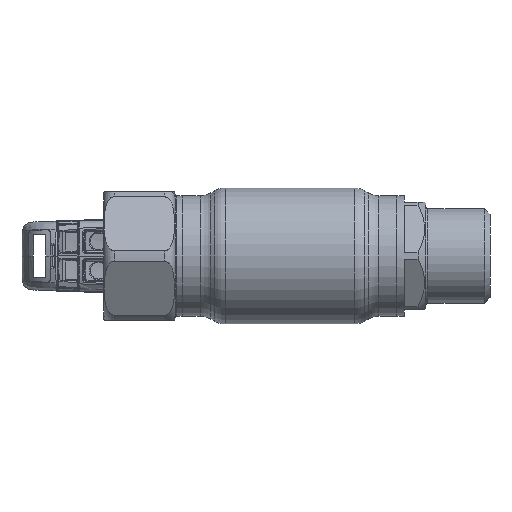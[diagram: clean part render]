
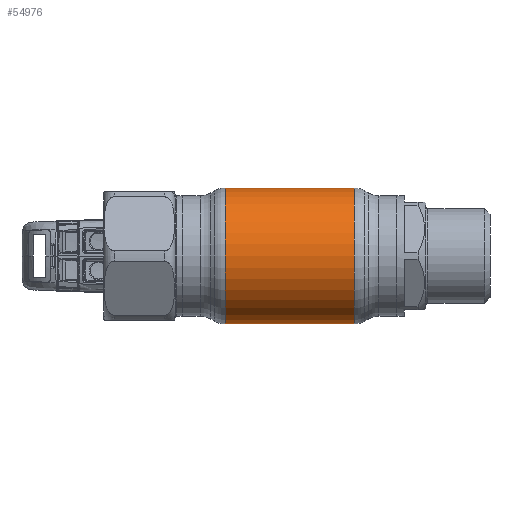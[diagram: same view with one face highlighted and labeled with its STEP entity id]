
A CAD part, front view. The second image highlights one B-rep face of the part: STEP entity #54976.
In plain terms, the highlighted cylindrical face has radius 19 mm (diameter 38 mm), a partial arc.
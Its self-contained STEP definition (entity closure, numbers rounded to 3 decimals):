
#200 = DIRECTION ( 'NONE',  ( -1., 0., 0. ) ) ;
#4089 = VECTOR ( 'NONE', #200, 1000. ) ;
#4782 = EDGE_CURVE ( 'NONE', #26771, #22346, #40300, .T. ) ;
#6490 = ORIENTED_EDGE ( 'NONE', *, *, #30867, .F. ) ;
#7125 = LINE ( 'NONE', #7915, #34190 ) ;
#7271 = FACE_OUTER_BOUND ( 'NONE', #56470, .T. ) ;
#7342 = DIRECTION ( 'NONE',  ( 0., 0., 1. ) ) ;
#7451 = DIRECTION ( 'NONE',  ( 0., 0., 1. ) ) ;
#7553 = EDGE_CURVE ( 'NONE', #49892, #8354, #8526, .T. ) ;
#7915 = CARTESIAN_POINT ( 'NONE',  ( -62.69, 0., 19. ) ) ;
#8354 = VERTEX_POINT ( 'NONE', #12565 ) ;
#8526 = CIRCLE ( 'NONE', #55529, 19. ) ;
#11278 = CARTESIAN_POINT ( 'NONE',  ( 18.035, 0., 19. ) ) ;
#11892 = DIRECTION ( 'NONE',  ( 0., 0., 1. ) ) ;
#11973 = CARTESIAN_POINT ( 'NONE',  ( -18.035, 0., -19. ) ) ;
#12565 = CARTESIAN_POINT ( 'NONE',  ( -18.035, 0., 19. ) ) ;
#16899 = LINE ( 'NONE', #52799, #4089 ) ;
#18241 = EDGE_CURVE ( 'NONE', #22346, #8354, #7125, .T. ) ;
#19009 = ORIENTED_EDGE ( 'NONE', *, *, #7553, .F. ) ;
#22163 = DIRECTION ( 'NONE',  ( -1., 0., 0. ) ) ;
#22346 = VERTEX_POINT ( 'NONE', #11278 ) ;
#26199 = DIRECTION ( 'NONE',  ( -1., 0., 0. ) ) ;
#26771 = VERTEX_POINT ( 'NONE', #36865 ) ;
#29746 = ORIENTED_EDGE ( 'NONE', *, *, #18241, .T. ) ;
#30867 = EDGE_CURVE ( 'NONE', #26771, #49892, #16899, .T. ) ;
#34190 = VECTOR ( 'NONE', #42163, 1000. ) ;
#36865 = CARTESIAN_POINT ( 'NONE',  ( 18.035, 0., -19. ) ) ;
#40054 = AXIS2_PLACEMENT_3D ( 'NONE', #50211, #26199, #11892 ) ;
#40300 = CIRCLE ( 'NONE', #53010, 19. ) ;
#41396 = CARTESIAN_POINT ( 'NONE',  ( 18.035, 0., 0. ) ) ;
#42163 = DIRECTION ( 'NONE',  ( -1., 0., 0. ) ) ;
#49892 = VERTEX_POINT ( 'NONE', #11973 ) ;
#50211 = CARTESIAN_POINT ( 'NONE',  ( -62.69, 0., 0. ) ) ;
#50531 = DIRECTION ( 'NONE',  ( -1., 0., 0. ) ) ;
#52799 = CARTESIAN_POINT ( 'NONE',  ( -62.69, 0., -19. ) ) ;
#53010 = AXIS2_PLACEMENT_3D ( 'NONE', #41396, #50531, #7342 ) ;
#54976 = ADVANCED_FACE ( 'NONE', ( #7271 ), #56197, .T. ) ;
#55529 = AXIS2_PLACEMENT_3D ( 'NONE', #55868, #22163, #7451 ) ;
#55868 = CARTESIAN_POINT ( 'NONE',  ( -18.035, 0., 0. ) ) ;
#56197 = CYLINDRICAL_SURFACE ( 'NONE', #40054, 19. ) ;
#56470 = EDGE_LOOP ( 'NONE', ( #6490, #59155, #29746, #19009 ) ) ;
#59155 = ORIENTED_EDGE ( 'NONE', *, *, #4782, .T. ) ;
